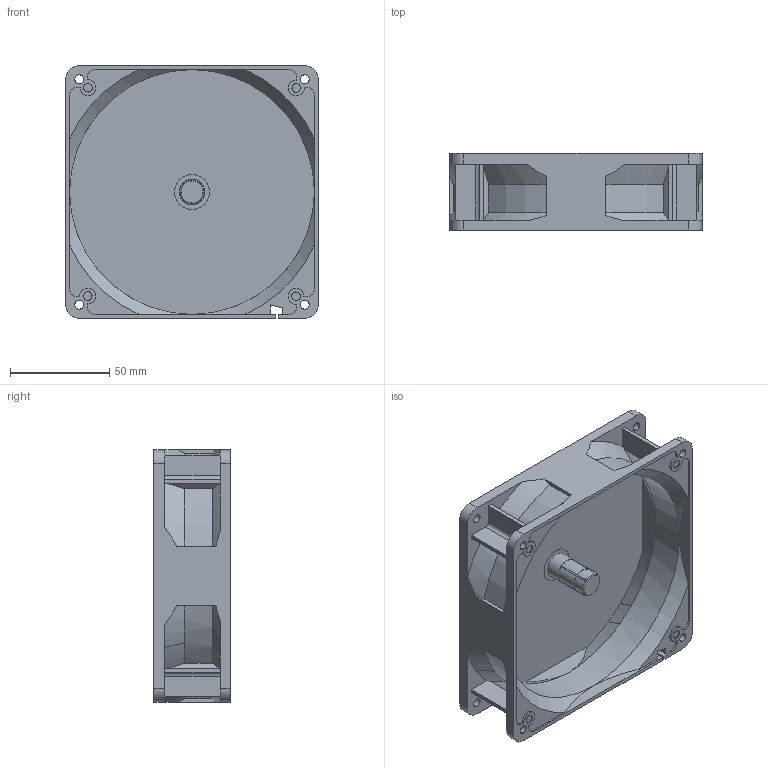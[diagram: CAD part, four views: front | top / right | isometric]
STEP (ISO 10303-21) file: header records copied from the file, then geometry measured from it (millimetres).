
FILE_DESCRIPTION((''),'2;1');
FILE_NAME('AD12738','2020-01-22T',('a000650'),(''),'PRO/ENGINEER BY PARAMETRIC TECHNOLOGY CORPORATION, 2008010','PRO/ENGINEER BY PARAMETRIC TECHNOLOGY CORPORATION, 2008010','');
FILE_SCHEMA(('CONFIG_CONTROL_DESIGN'));
Length unit declared in the file: millimetre
Products named in the file (1): AD12738
Bounding box: 127 x 38.5 x 127 mm (x, y, z)
Volume: 133073.7 mm3; surface area: 75238.3 mm2
Topology: 1 solids, 1 shells, 324 faces, 956 edges, 652 vertices
Faces by surface type: cylinder 144, plane 133, cone 36, torus 11
Entity records: 11515 total; most frequent: CARTESIAN_POINT 2581, ORIENTED_EDGE 1912, DIRECTION 1893, EDGE_CURVE 956, AXIS2_PLACEMENT_3D 738, VERTEX_POINT 652, VECTOR 417, LINE 417
